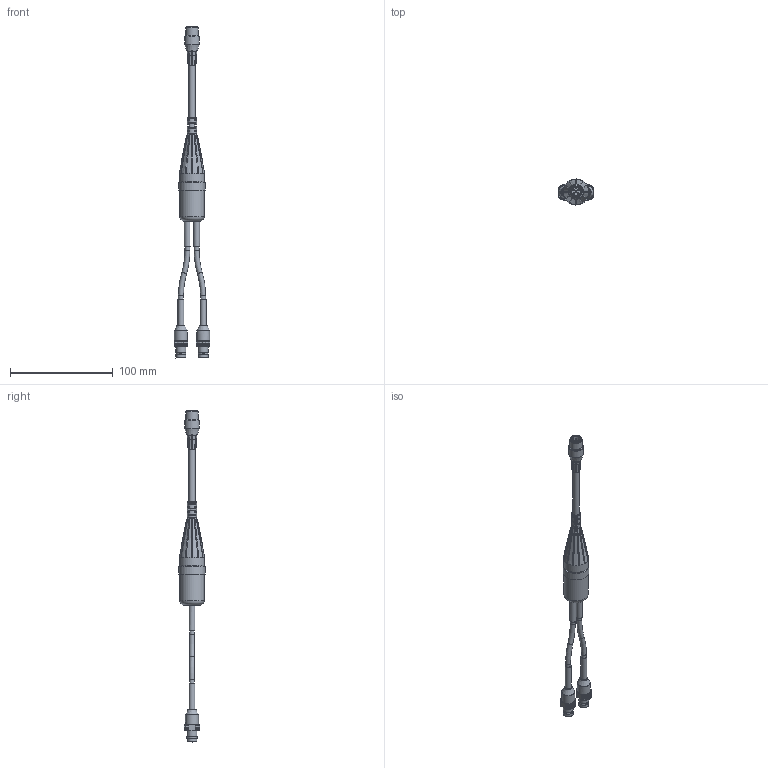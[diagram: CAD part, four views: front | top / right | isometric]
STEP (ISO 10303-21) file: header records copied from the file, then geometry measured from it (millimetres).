
FILE_DESCRIPTION(/* description */ (''),/* implementation_level */ '2;1');
FILE_NAME(/* name */ 'CMX2161-E.stp',/* time_stamp */ '2017-05-08T12:13:16-04:00',/* author */ ('aneininger'),/* organization */ ('CONNECTION TECHNOLOGY CENTER'),/* preprocessor_version */ 'ST-DEVELOPER v16.5',/* originating_system */ 'Autodesk Inventor 2017',/* authorisation */ '');
FILE_SCHEMA (('AUTOMOTIVE_DESIGN { 1 0 10303 214 3 1 1 }'));
Length unit declared in the file: inch
Products named in the file (1): CMX2161-E
Bounding box: 35.05 x 25.4 x 323.4 mm (x, y, z)
Volume: 46457.1 mm3; surface area: 18800.3 mm2
Topology: 2 solids, 2 shells, 802 faces, 2128 edges, 1383 vertices
Faces by surface type: plane 527, cylinder 207, bspline 24, cone 21, torus 18, sphere 5
Full cylindrical faces by diameter (mm): 0.991 x5, 1.27 x7, 1.397 x4, 1.524 x1, 1.676 x1, 1.829 x2, 2.032 x4, 2.095 x2, 3.614 x2, 4.826 x4, 5.715 x1, 5.842 x3, 6.35 x1, 7.797 x2, 8.382 x1, 8.433 x1, 8.89 x1, 9.525 x1, 9.652 x4, 9.779 x1, 9.906 x1, 10.414 x1, 10.922 x1, 11.836 x1, 12.7 x2, 13.716 x1, 14.58 x1, 23.876 x1, 24.13 x1, 25.4 x1
Entity records: 25985 total; most frequent: CARTESIAN_POINT 5474, DIRECTION 4091, ORIENTED_EDGE 4012, EDGE_CURVE 2006, AXIS2_PLACEMENT_3D 1431, VERTEX_POINT 1352, LINE 1229, VECTOR 1229
